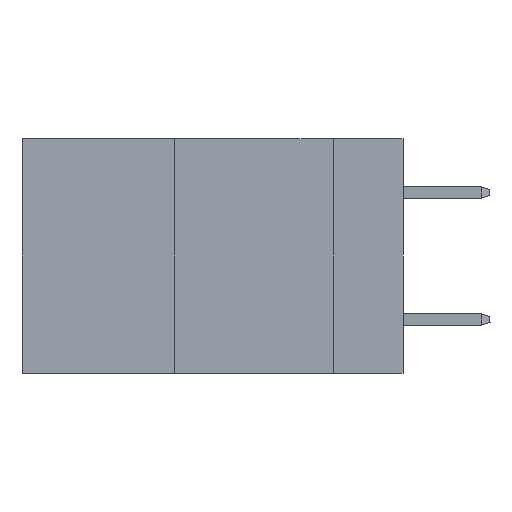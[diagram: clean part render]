
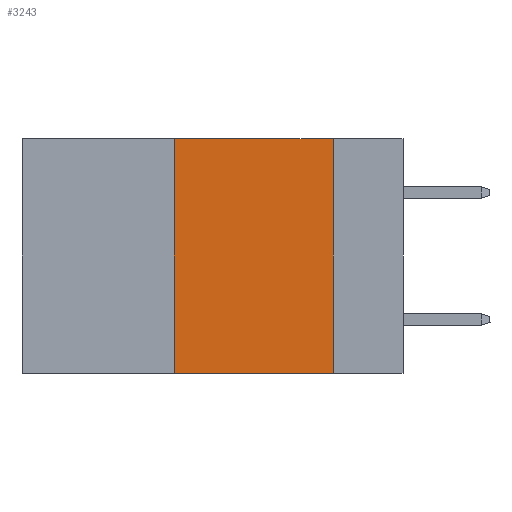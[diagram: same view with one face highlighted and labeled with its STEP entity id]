
A CAD part, left-side view. The second image highlights one B-rep face of the part: STEP entity #3243.
In plain terms, the highlighted planar face has unit normal (-1, 0, 0).
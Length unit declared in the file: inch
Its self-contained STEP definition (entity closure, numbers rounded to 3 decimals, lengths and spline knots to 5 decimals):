
#124 = VECTOR ( 'NONE', #9441, 39.37008 ) ;
#1039 = ORIENTED_EDGE ( 'NONE', *, *, #11878, .F. ) ;
#1276 = AXIS2_PLACEMENT_3D ( 'NONE', #6553, #27398, #16999 ) ;
#3243 = ADVANCED_FACE ( 'NONE', ( #9426 ), #32774, .F. ) ;
#6553 = CARTESIAN_POINT ( 'NONE',  ( 0., 0.6, 0. ) ) ;
#7177 = VERTEX_POINT ( 'NONE', #31644 ) ;
#8453 = VECTOR ( 'NONE', #30460, 39.37008 ) ;
#8462 = VECTOR ( 'NONE', #22673, 39.37008 ) ;
#9426 = FACE_OUTER_BOUND ( 'NONE', #16207, .T. ) ;
#9441 = DIRECTION ( 'NONE',  ( 0., 0., 1. ) ) ;
#9485 = CARTESIAN_POINT ( 'NONE',  ( 0., 0.36, -0.37 ) ) ;
#10568 = VECTOR ( 'NONE', #20517, 39.37008 ) ;
#11878 = EDGE_CURVE ( 'NONE', #26545, #21951, #23034, .T. ) ;
#11932 = EDGE_CURVE ( 'NONE', #13664, #7177, #30288, .T. ) ;
#13664 = VERTEX_POINT ( 'NONE', #9485 ) ;
#14314 = LINE ( 'NONE', #27566, #124 ) ;
#15729 = EDGE_CURVE ( 'NONE', #21951, #7177, #16992, .T. ) ;
#16207 = EDGE_LOOP ( 'NONE', ( #31437, #1039, #20476, #20149 ) ) ;
#16992 = LINE ( 'NONE', #19666, #8462 ) ;
#16999 = DIRECTION ( 'NONE',  ( 0., 0., -1. ) ) ;
#19666 = CARTESIAN_POINT ( 'NONE',  ( 0., 0.11, 0. ) ) ;
#20149 = ORIENTED_EDGE ( 'NONE', *, *, #11932, .T. ) ;
#20476 = ORIENTED_EDGE ( 'NONE', *, *, #23888, .F. ) ;
#20517 = DIRECTION ( 'NONE',  ( 0., -1., 0. ) ) ;
#21951 = VERTEX_POINT ( 'NONE', #29155 ) ;
#22554 = CARTESIAN_POINT ( 'NONE',  ( 0., 0.6, -0.37 ) ) ;
#22673 = DIRECTION ( 'NONE',  ( 0., 0., -1. ) ) ;
#22880 = CARTESIAN_POINT ( 'NONE',  ( 0., 0.6, 0. ) ) ;
#23034 = LINE ( 'NONE', #22880, #8453 ) ;
#23888 = EDGE_CURVE ( 'NONE', #13664, #26545, #14314, .T. ) ;
#25864 = CARTESIAN_POINT ( 'NONE',  ( 0., 0.36, 0. ) ) ;
#26545 = VERTEX_POINT ( 'NONE', #25864 ) ;
#27398 = DIRECTION ( 'NONE',  ( 1., 0., 0. ) ) ;
#27566 = CARTESIAN_POINT ( 'NONE',  ( 0., 0.36, 0. ) ) ;
#29155 = CARTESIAN_POINT ( 'NONE',  ( 0., 0.11, 0. ) ) ;
#30288 = LINE ( 'NONE', #22554, #10568 ) ;
#30460 = DIRECTION ( 'NONE',  ( 0., -1., 0. ) ) ;
#31437 = ORIENTED_EDGE ( 'NONE', *, *, #15729, .F. ) ;
#31644 = CARTESIAN_POINT ( 'NONE',  ( 0., 0.11, -0.37 ) ) ;
#32774 = PLANE ( 'NONE',  #1276 ) ;
